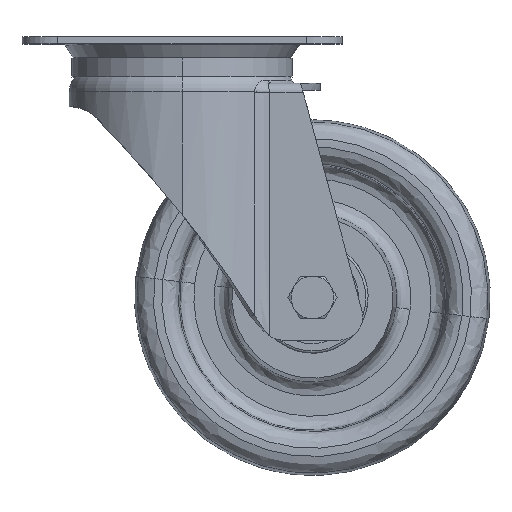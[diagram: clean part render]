
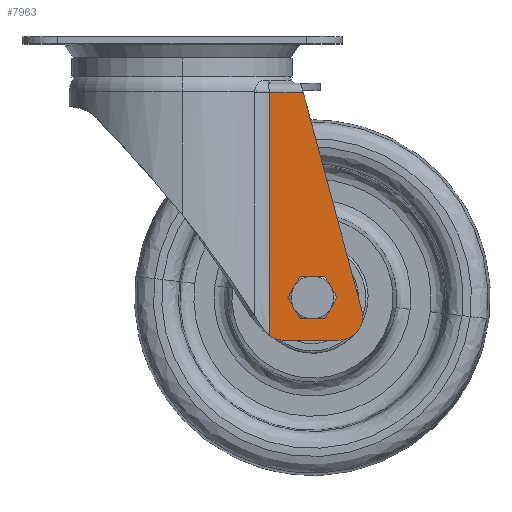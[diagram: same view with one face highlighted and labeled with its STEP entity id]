
A CAD part, top view. The second image highlights one B-rep face of the part: STEP entity #7963.
In plain terms, the highlighted planar face has unit normal (0, 0, 1).
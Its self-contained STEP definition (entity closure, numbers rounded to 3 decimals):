
#723 = CARTESIAN_POINT ( 'NONE',  ( 52.671, -29.45, 34. ) ) ;
#1134 = EDGE_CURVE ( 'NONE', #5851, #10894, #12299, .T. ) ;
#1880 = CARTESIAN_POINT ( 'NONE',  ( 37.015, -23.6, 34. ) ) ;
#2070 = CARTESIAN_POINT ( 'NONE',  ( 37.015, -23.6, 34. ) ) ;
#2164 = DIRECTION ( 'NONE',  ( -1., 0., 0. ) ) ;
#2316 = VECTOR ( 'NONE', #14818, 1000. ) ;
#2483 = VERTEX_POINT ( 'NONE', #8956 ) ;
#2628 = DIRECTION ( 'NONE',  ( 0., 0., 1. ) ) ;
#2735 = DIRECTION ( 'NONE',  ( 0., 0., -1. ) ) ;
#3026 = AXIS2_PLACEMENT_3D ( 'NONE', #12417, #2628, #16201 ) ;
#3745 = ORIENTED_EDGE ( 'NONE', *, *, #16794, .F. ) ;
#4702 = VERTEX_POINT ( 'NONE', #22013 ) ;
#4855 = DIRECTION ( 'NONE',  ( -1., 0., 0. ) ) ;
#4883 = DIRECTION ( 'NONE',  ( 1., 0., 0. ) ) ;
#5043 = B_SPLINE_CURVE_WITH_KNOTS ( 'NONE', 3,
 ( #1880, #14586, #24460, #7119 ),
 .UNSPECIFIED., .F., .F.,
 ( 4, 4 ),
 ( 0., 1. ),
 .UNSPECIFIED. ) ;
#5101 = VERTEX_POINT ( 'NONE', #13420 ) ;
#5444 = LINE ( 'NONE', #18879, #2316 ) ;
#5851 = VERTEX_POINT ( 'NONE', #14852 ) ;
#5954 = ORIENTED_EDGE ( 'NONE', *, *, #24458, .F. ) ;
#6359 = EDGE_CURVE ( 'NONE', #17069, #5101, #8460, .T. ) ;
#6432 = DIRECTION ( 'NONE',  ( 0.965, 0.26, 0. ) ) ;
#6883 = LINE ( 'NONE', #22191, #7084 ) ;
#7084 = VECTOR ( 'NONE', #4855, 1000. ) ;
#7119 = CARTESIAN_POINT ( 'NONE',  ( 37.017, -126.212, 34. ) ) ;
#7189 = CARTESIAN_POINT ( 'NONE',  ( 66.2, -127.984, 34. ) ) ;
#7274 = LINE ( 'NONE', #13097, #7506 ) ;
#7363 = CARTESIAN_POINT ( 'NONE',  ( 52.718, -29.438, 34. ) ) ;
#7506 = VECTOR ( 'NONE', #11330, 1000. ) ;
#7963 = ADVANCED_FACE ( 'NONE', ( #11913, #14172 ), #21644, .T. ) ;
#8196 = AXIS2_PLACEMENT_3D ( 'NONE', #8282, #17773, #2164 ) ;
#8282 = CARTESIAN_POINT ( 'NONE',  ( 55., -110., 34. ) ) ;
#8399 = DIRECTION ( 'NONE',  ( 0.26, -0.965, 0. ) ) ;
#8460 = CIRCLE ( 'NONE', #16123, 6.05 ) ;
#8715 = CARTESIAN_POINT ( 'NONE',  ( 55., -110., 34. ) ) ;
#8956 = CARTESIAN_POINT ( 'NONE',  ( 51.105, -23.6, 34. ) ) ;
#9326 = ORIENTED_EDGE ( 'NONE', *, *, #16055, .F. ) ;
#9480 = DIRECTION ( 'NONE',  ( 0., -1., 0. ) ) ;
#9678 = CARTESIAN_POINT ( 'NONE',  ( 61.05, -110., 34. ) ) ;
#10266 = LINE ( 'NONE', #17967, #19572 ) ;
#10524 = DIRECTION ( 'NONE',  ( 0.965, 0.26, 0. ) ) ;
#10856 = ORIENTED_EDGE ( 'NONE', *, *, #19395, .T. ) ;
#10894 = VERTEX_POINT ( 'NONE', #24386 ) ;
#11234 = CARTESIAN_POINT ( 'NONE',  ( 42.7, -117.984, 34. ) ) ;
#11330 = DIRECTION ( 'NONE',  ( 1., 0., 0. ) ) ;
#11712 = AXIS2_PLACEMENT_3D ( 'NONE', #16304, #2735, #10524 ) ;
#11913 = FACE_BOUND ( 'NONE', #12507, .T. ) ;
#12299 = CIRCLE ( 'NONE', #24800, 10. ) ;
#12417 = CARTESIAN_POINT ( 'NONE',  ( 0., -169.6, 34. ) ) ;
#12435 = EDGE_CURVE ( 'NONE', #5851, #13035, #7274, .T. ) ;
#12507 = EDGE_LOOP ( 'NONE', ( #9326, #13669 ) ) ;
#12747 = EDGE_CURVE ( 'NONE', #14387, #10894, #5043, .T. ) ;
#13035 = VERTEX_POINT ( 'NONE', #7189 ) ;
#13097 = CARTESIAN_POINT ( 'NONE',  ( 42.7, -127.984, 34. ) ) ;
#13420 = CARTESIAN_POINT ( 'NONE',  ( 48.95, -110., 34. ) ) ;
#13669 = ORIENTED_EDGE ( 'NONE', *, *, #6359, .F. ) ;
#14020 = ORIENTED_EDGE ( 'NONE', *, *, #12747, .T. ) ;
#14061 = LINE ( 'NONE', #21779, #18716 ) ;
#14172 = FACE_OUTER_BOUND ( 'NONE', #21269, .T. ) ;
#14387 = VERTEX_POINT ( 'NONE', #2070 ) ;
#14586 = CARTESIAN_POINT ( 'NONE',  ( 37.016, -57.804, 34. ) ) ;
#14818 = DIRECTION ( 'NONE',  ( 0.266, -0.964, 0. ) ) ;
#14852 = CARTESIAN_POINT ( 'NONE',  ( 42.7, -127.984, 34. ) ) ;
#16055 = EDGE_CURVE ( 'NONE', #5101, #17069, #19091, .T. ) ;
#16123 = AXIS2_PLACEMENT_3D ( 'NONE', #8715, #22220, #4883 ) ;
#16201 = DIRECTION ( 'NONE',  ( 1., 0., 0. ) ) ;
#16304 = CARTESIAN_POINT ( 'NONE',  ( 66.2, -117.984, 34. ) ) ;
#16769 = VERTEX_POINT ( 'NONE', #723 ) ;
#16794 = EDGE_CURVE ( 'NONE', #4702, #13035, #22610, .T. ) ;
#17069 = VERTEX_POINT ( 'NONE', #9678 ) ;
#17269 = ORIENTED_EDGE ( 'NONE', *, *, #23163, .F. ) ;
#17720 = ORIENTED_EDGE ( 'NONE', *, *, #1134, .F. ) ;
#17773 = DIRECTION ( 'NONE',  ( 0., 0., 1. ) ) ;
#17967 = CARTESIAN_POINT ( 'NONE',  ( 52.671, -29.45, 34. ) ) ;
#18506 = ORIENTED_EDGE ( 'NONE', *, *, #22015, .T. ) ;
#18716 = VECTOR ( 'NONE', #8399, 1000. ) ;
#18879 = CARTESIAN_POINT ( 'NONE',  ( 51.105, -23.6, 34. ) ) ;
#19091 = CIRCLE ( 'NONE', #8196, 6.05 ) ;
#19395 = EDGE_CURVE ( 'NONE', #16769, #24154, #10266, .T. ) ;
#19572 = VECTOR ( 'NONE', #6432, 1000. ) ;
#20477 = ORIENTED_EDGE ( 'NONE', *, *, #12435, .T. ) ;
#21074 = DIRECTION ( 'NONE',  ( 0., 0., -1. ) ) ;
#21269 = EDGE_LOOP ( 'NONE', ( #5954, #18506, #14020, #17720, #20477, #3745, #17269, #10856 ) ) ;
#21644 = PLANE ( 'NONE',  #3026 ) ;
#21779 = CARTESIAN_POINT ( 'NONE',  ( 52.671, -29.45, 34. ) ) ;
#22013 = CARTESIAN_POINT ( 'NONE',  ( 75.855, -115.379, 34. ) ) ;
#22015 = EDGE_CURVE ( 'NONE', #2483, #14387, #6883, .T. ) ;
#22191 = CARTESIAN_POINT ( 'NONE',  ( 51.105, -23.6, 34. ) ) ;
#22220 = DIRECTION ( 'NONE',  ( 0., 0., 1. ) ) ;
#22610 = CIRCLE ( 'NONE', #11712, 10. ) ;
#23163 = EDGE_CURVE ( 'NONE', #16769, #4702, #14061, .T. ) ;
#24154 = VERTEX_POINT ( 'NONE', #7363 ) ;
#24386 = CARTESIAN_POINT ( 'NONE',  ( 37.017, -126.212, 34. ) ) ;
#24458 = EDGE_CURVE ( 'NONE', #2483, #24154, #5444, .T. ) ;
#24460 = CARTESIAN_POINT ( 'NONE',  ( 37.016, -92.008, 34. ) ) ;
#24800 = AXIS2_PLACEMENT_3D ( 'NONE', #11234, #21074, #9480 ) ;
